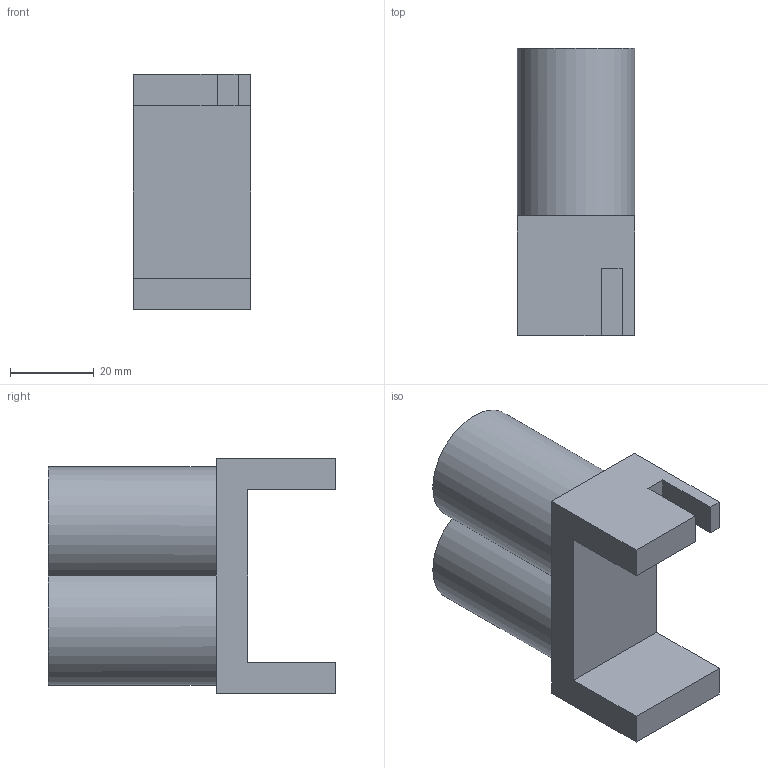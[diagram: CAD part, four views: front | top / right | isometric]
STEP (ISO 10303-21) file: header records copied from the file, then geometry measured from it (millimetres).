
FILE_DESCRIPTION(/* description */ ('','CAx-IF Rec.Pracs.---Representation and Presentation of Product Manufacturing Information (PMI)---4.0---2014-10-13'),/* implementation_level */ '2;1');
FILE_NAME(/* name */ 'ab_servo_bracketL.step',/* time_stamp */ '2024-12-30T10:31:06+05:30',/* author */ (''),/* organization */ (''),/* preprocessor_version */ 'ST-DEVELOPER v20',/* originating_system */ 'Autodesk Translation Framework v13.20.0.188',/* authorisation */ '');
FILE_SCHEMA (('AP242_MANAGED_MODEL_BASED_3D_ENGINEERING_MIM_LF { 1 0 10303 442 1 1 4 }'));
Length unit declared in the file: millimetre
Products named in the file (1): ab_servo_bracket(Mirror)
Bounding box: 28 x 68.5 x 56 mm (x, y, z)
Volume: 58095.1 mm3; surface area: 16387 mm2
Topology: 1 solids, 1 shells, 24 faces, 56 edges, 36 vertices
Faces by surface type: plane 20, cylinder 4
Full cylindrical faces by diameter (mm): 12.35 x2
Entity records: 720 total; most frequent: DIRECTION 118, CARTESIAN_POINT 117, ORIENTED_EDGE 112, EDGE_CURVE 56, LINE 44, VECTOR 44, AXIS2_PLACEMENT_3D 37, VERTEX_POINT 36
